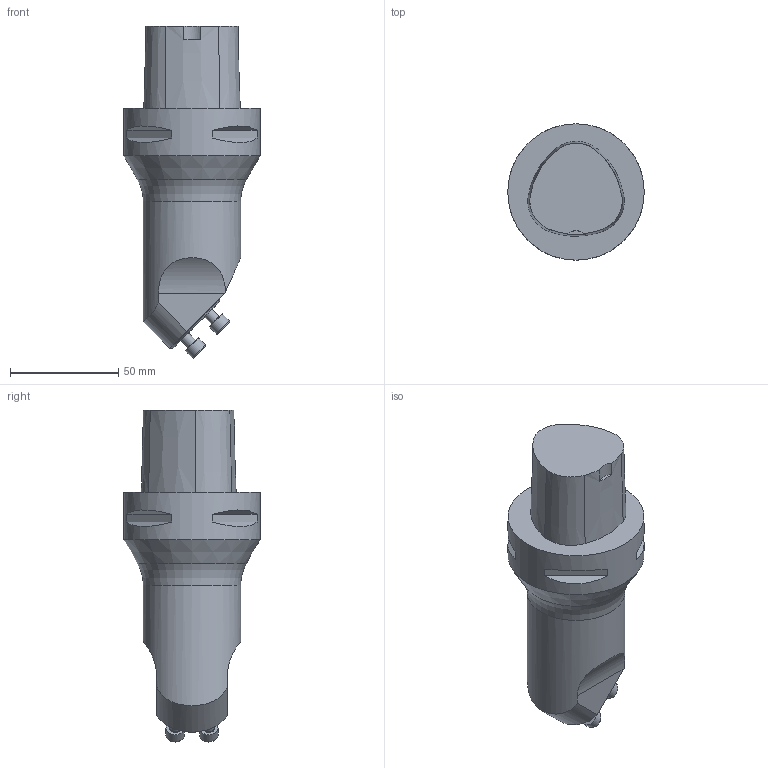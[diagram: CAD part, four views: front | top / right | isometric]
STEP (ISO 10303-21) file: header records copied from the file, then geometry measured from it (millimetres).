
FILE_DESCRIPTION(/* description */ (''),/* implementation_level */ '2;1');
FILE_NAME(/* name */ '1524227151293.stp',/* time_stamp */ '2018-04-20T14:26:01+02:00',/* author */ (''),/* organization */ ('SMS'),/* preprocessor_version */ 'ST-DEVELOPER v15',/* originating_system */ 'SIEMENS PLM Software NX 8.5',/* authorisation */ '');
FILE_SCHEMA (('AUTOMOTIVE_DESIGN { 1 0 10303 214 3 1 1 1 }'));
Length unit declared in the file: millimetre
Products named in the file (1): 112030409mod000_00
Bounding box: 63 x 63 x 153.37 mm (x, y, z)
Volume: 248449.2 mm3; surface area: 26578.1 mm2
Topology: 1 solids, 1 shells, 61 faces, 132 edges, 91 vertices
Faces by surface type: plane 29, cylinder 15, torus 9, cone 8
Full cylindrical faces by diameter (mm): 5 x4, 8.5 x4, 32 x1, 45 x1, 63 x1
Entity records: 1581 total; most frequent: CARTESIAN_POINT 295, DIRECTION 285, ORIENTED_EDGE 196, AXIS2_PLACEMENT_3D 127, EDGE_LOOP 98, EDGE_CURVE 98, VERTEX_POINT 76, FACE_BOUND 67
